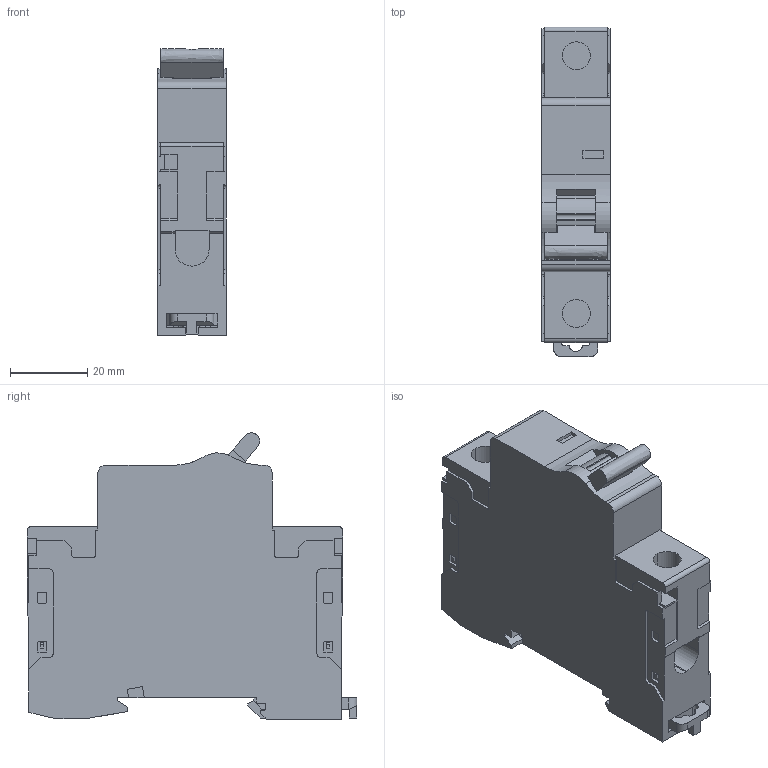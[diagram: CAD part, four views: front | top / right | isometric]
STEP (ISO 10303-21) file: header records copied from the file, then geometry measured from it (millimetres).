
FILE_DESCRIPTION(('CATIA V5 STEP Exchange','CAx-IF Rec.Pracs.--- Model Styling and Organization---1.4--- 2014-01-23'),'2;1');
FILE_NAME ('D1602116_1', '2024-02-19T12:27:23+00:00', ('none'), ('Weidmueller'), 'CATIA Version 5-6 Release 2016 SP3 HF44', 'CATIA V5 STEP AP214', 'none');
FILE_SCHEMA(('AUTOMOTIVE_DESIGN { 1 0 10303 214 1 1 1 1 }'));
Length unit declared in the file: millimetre
Products named in the file (1): S3D_MCB_1077_1P
Bounding box: 17.6 x 85.1 x 73.95 mm (x, y, z)
Volume: 76504.8 mm3; surface area: 17676.7 mm2
Topology: 1 solids, 1 shells, 367 faces, 1059 edges, 708 vertices
Faces by surface type: plane 283, cylinder 43, extrusion 41
Entity records: 12083 total; most frequent: CARTESIAN_POINT 3082, ORIENTED_EDGE 2118, DIRECTION 1364, EDGE_CURVE 1059, VECTOR 829, LINE 788, VERTEX_POINT 708, EDGE_LOOP 383
